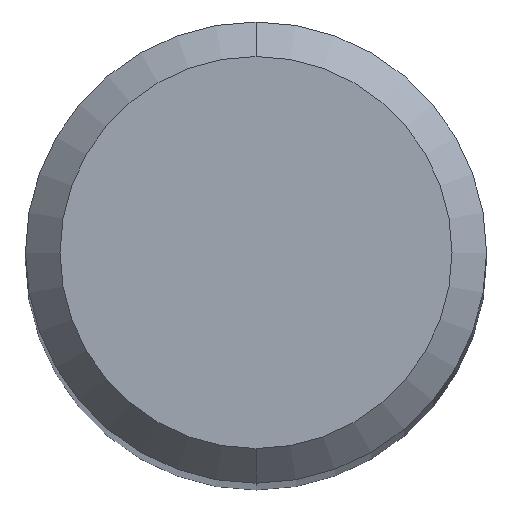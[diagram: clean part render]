
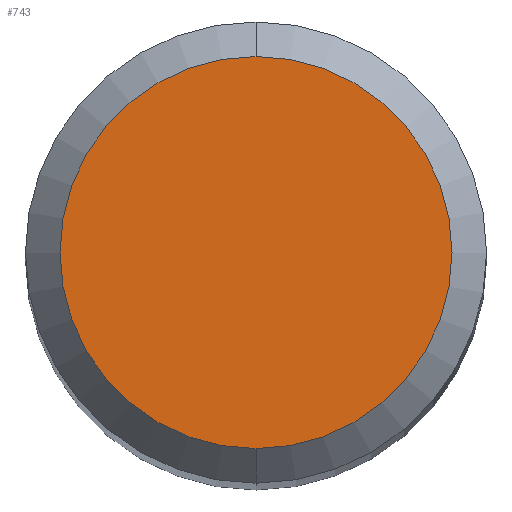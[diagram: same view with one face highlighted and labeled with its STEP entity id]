
A CAD part, top view. The second image highlights one B-rep face of the part: STEP entity #743.
In plain terms, the highlighted planar face has unit normal (0, 0, 1).
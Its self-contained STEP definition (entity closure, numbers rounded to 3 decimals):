
#421=EDGE_CURVE('',#435,#811,#1090,.T.);
#435=VERTEX_POINT('',#1106);
#743=ADVANCED_FACE('',(#1443),#1444,.T.);
#811=VERTEX_POINT('',#1519);
#915=EDGE_CURVE('',#811,#435,#1630,.T.);
#1090=CIRCLE('',#1998,1.7);
#1106=CARTESIAN_POINT('',(0.0,1.7,0.0));
#1443=FACE_OUTER_BOUND('',#3616,.T.);
#1444=PLANE('',#3617);
#1519=CARTESIAN_POINT('',(0.,-1.7,0.0));
#1630=CIRCLE('',#4173,1.7);
#1998=AXIS2_PLACEMENT_3D('',#4705,#4706,#4707);
#3616=EDGE_LOOP('',(#5086,#5087));
#3617=AXIS2_PLACEMENT_3D('',#5088,#5089,#5090);
#4173=AXIS2_PLACEMENT_3D('',#5296,#5297,#5298);
#4705=CARTESIAN_POINT('',(0.0,0.0,0.0));
#4706=DIRECTION('',(0.0,0.0,-1.0));
#4707=DIRECTION('',(0.0,1.0,0.0));
#5086=ORIENTED_EDGE('',*,*,#421,.F.);
#5087=ORIENTED_EDGE('',*,*,#915,.F.);
#5088=CARTESIAN_POINT('',(0.0,0.85,0.0));
#5089=DIRECTION('',(-0.0,0.0,1.0));
#5090=DIRECTION('',(0.0,-1.0,0.0));
#5296=CARTESIAN_POINT('',(0.0,0.0,0.0));
#5297=DIRECTION('',(0.0,0.0,-1.0));
#5298=DIRECTION('',(0.0,1.0,0.0));
